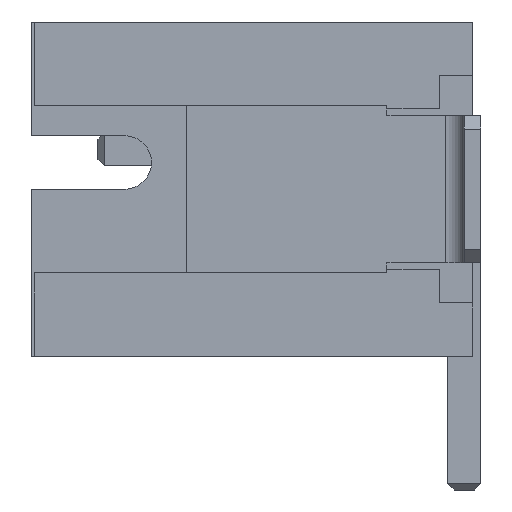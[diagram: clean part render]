
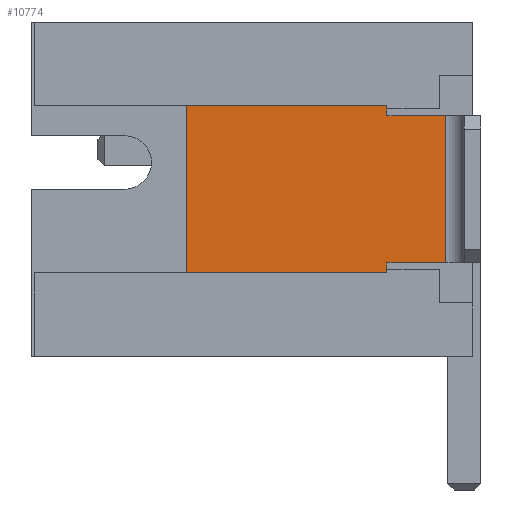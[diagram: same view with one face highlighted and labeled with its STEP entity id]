
A CAD part, left-side view. The second image highlights one B-rep face of the part: STEP entity #10774.
In plain terms, the highlighted planar face has unit normal (-1, 0, 0).
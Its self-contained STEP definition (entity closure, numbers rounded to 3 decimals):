
#309 = ORIENTED_EDGE ( 'NONE', *, *, #18197, .F. ) ;
#534 = VERTEX_POINT ( 'NONE', #11430 ) ;
#794 = EDGE_CURVE ( 'NONE', #4514, #8600, #5292, .T. ) ;
#840 = LINE ( 'NONE', #2472, #2230 ) ;
#1163 = CARTESIAN_POINT ( 'NONE',  ( 0.275, 1.405, -1.2 ) ) ;
#1306 = LINE ( 'NONE', #16787, #6829 ) ;
#1471 = DIRECTION ( 'NONE',  ( 0., 0., 1. ) ) ;
#2230 = VECTOR ( 'NONE', #17868, 1000. ) ;
#2472 = CARTESIAN_POINT ( 'NONE',  ( 0.275, 1.405, 1.25 ) ) ;
#3461 = CARTESIAN_POINT ( 'NONE',  ( 0.275, 1.405, -1.25 ) ) ;
#3665 = EDGE_CURVE ( 'NONE', #5619, #9862, #840, .T. ) ;
#3722 = ORIENTED_EDGE ( 'NONE', *, *, #5770, .T. ) ;
#3800 = VERTEX_POINT ( 'NONE', #5684 ) ;
#4288 = DIRECTION ( 'NONE',  ( 0., 0., -1. ) ) ;
#4514 = VERTEX_POINT ( 'NONE', #7974 ) ;
#5292 = LINE ( 'NONE', #3461, #19107 ) ;
#5319 = DIRECTION ( 'NONE',  ( 0., -1., 0. ) ) ;
#5619 = VERTEX_POINT ( 'NONE', #11849 ) ;
#5684 = CARTESIAN_POINT ( 'NONE',  ( 0.275, 1.405, 1.1 ) ) ;
#5770 = EDGE_CURVE ( 'NONE', #18545, #8228, #7845, .T. ) ;
#5795 = VECTOR ( 'NONE', #11002, 1000. ) ;
#5924 = FACE_OUTER_BOUND ( 'NONE', #6135, .T. ) ;
#6135 = EDGE_LOOP ( 'NONE', ( #14791, #11817, #17780, #3722, #10278, #309, #14438, #8800, #12406, #14397 ) ) ;
#6444 = VECTOR ( 'NONE', #7057, 1000. ) ;
#6829 = VECTOR ( 'NONE', #15559, 1000. ) ;
#7048 = EDGE_CURVE ( 'NONE', #8600, #18545, #16967, .T. ) ;
#7057 = DIRECTION ( 'NONE',  ( 0., 0., 1. ) ) ;
#7483 = VERTEX_POINT ( 'NONE', #17956 ) ;
#7845 = LINE ( 'NONE', #12557, #12295 ) ;
#7922 = EDGE_CURVE ( 'NONE', #3800, #534, #19309, .T. ) ;
#7974 = CARTESIAN_POINT ( 'NONE',  ( 0.275, 1.405, -1.25 ) ) ;
#8090 = VECTOR ( 'NONE', #16667, 1000. ) ;
#8228 = VERTEX_POINT ( 'NONE', #18859 ) ;
#8245 = EDGE_CURVE ( 'NONE', #534, #5619, #18769, .T. ) ;
#8600 = VERTEX_POINT ( 'NONE', #1163 ) ;
#8659 = LINE ( 'NONE', #13672, #18236 ) ;
#8800 = ORIENTED_EDGE ( 'NONE', *, *, #8245, .T. ) ;
#9065 = DIRECTION ( 'NONE',  ( 1., 0., 0. ) ) ;
#9344 = EDGE_CURVE ( 'NONE', #9862, #7483, #1306, .T. ) ;
#9479 = CARTESIAN_POINT ( 'NONE',  ( 0.275, 1.405, -1.25 ) ) ;
#9663 = EDGE_CURVE ( 'NONE', #7483, #4514, #18309, .T. ) ;
#9691 = DIRECTION ( 'NONE',  ( 0., 0., 1. ) ) ;
#9862 = VERTEX_POINT ( 'NONE', #18656 ) ;
#10278 = ORIENTED_EDGE ( 'NONE', *, *, #12416, .F. ) ;
#10774 = ADVANCED_FACE ( 'NONE', ( #5924 ), #18841, .F. ) ;
#10798 = VECTOR ( 'NONE', #1471, 1000. ) ;
#10851 = CARTESIAN_POINT ( 'NONE',  ( 0.275, 1.405, -1.25 ) ) ;
#11002 = DIRECTION ( 'NONE',  ( 0., 0., 1. ) ) ;
#11430 = CARTESIAN_POINT ( 'NONE',  ( 0.275, 1.405, 1.2 ) ) ;
#11817 = ORIENTED_EDGE ( 'NONE', *, *, #794, .T. ) ;
#11838 = DIRECTION ( 'NONE',  ( 0., 0., -1. ) ) ;
#11849 = CARTESIAN_POINT ( 'NONE',  ( 0.275, 1.405, 1.25 ) ) ;
#12194 = DIRECTION ( 'NONE',  ( 0., -1., 0. ) ) ;
#12295 = VECTOR ( 'NONE', #5319, 1000. ) ;
#12406 = ORIENTED_EDGE ( 'NONE', *, *, #3665, .T. ) ;
#12416 = EDGE_CURVE ( 'NONE', #19091, #8228, #8659, .T. ) ;
#12557 = CARTESIAN_POINT ( 'NONE',  ( 0.275, 1.405, -1.1 ) ) ;
#13672 = CARTESIAN_POINT ( 'NONE',  ( 0.275, 0.525, -1.1 ) ) ;
#13747 = VECTOR ( 'NONE', #12194, 1000. ) ;
#14397 = ORIENTED_EDGE ( 'NONE', *, *, #9344, .T. ) ;
#14438 = ORIENTED_EDGE ( 'NONE', *, *, #7922, .T. ) ;
#14715 = CARTESIAN_POINT ( 'NONE',  ( 0.275, 1.405, -1.25 ) ) ;
#14791 = ORIENTED_EDGE ( 'NONE', *, *, #9663, .T. ) ;
#15559 = DIRECTION ( 'NONE',  ( 0., 0., -1. ) ) ;
#16654 = CARTESIAN_POINT ( 'NONE',  ( 0.275, 1.405, -1.1 ) ) ;
#16667 = DIRECTION ( 'NONE',  ( 0., -1., 0. ) ) ;
#16678 = LINE ( 'NONE', #16774, #13747 ) ;
#16774 = CARTESIAN_POINT ( 'NONE',  ( 0.275, 1.405, 1.1 ) ) ;
#16787 = CARTESIAN_POINT ( 'NONE',  ( 0.275, 4.405, -1.25 ) ) ;
#16967 = LINE ( 'NONE', #18490, #10798 ) ;
#17206 = CARTESIAN_POINT ( 'NONE',  ( 0.275, 0.125, -2.5 ) ) ;
#17780 = ORIENTED_EDGE ( 'NONE', *, *, #7048, .T. ) ;
#17868 = DIRECTION ( 'NONE',  ( 0., 1., 0. ) ) ;
#17956 = CARTESIAN_POINT ( 'NONE',  ( 0.275, 4.405, -1.25 ) ) ;
#18197 = EDGE_CURVE ( 'NONE', #3800, #19091, #16678, .T. ) ;
#18236 = VECTOR ( 'NONE', #11838, 1000. ) ;
#18309 = LINE ( 'NONE', #10851, #8090 ) ;
#18490 = CARTESIAN_POINT ( 'NONE',  ( 0.275, 1.405, -1.25 ) ) ;
#18545 = VERTEX_POINT ( 'NONE', #16654 ) ;
#18656 = CARTESIAN_POINT ( 'NONE',  ( 0.275, 4.405, 1.25 ) ) ;
#18769 = LINE ( 'NONE', #9479, #5795 ) ;
#18841 = PLANE ( 'NONE',  #19355 ) ;
#18859 = CARTESIAN_POINT ( 'NONE',  ( 0.275, 0.525, -1.1 ) ) ;
#18907 = CARTESIAN_POINT ( 'NONE',  ( 0.275, 0.525, 1.1 ) ) ;
#19091 = VERTEX_POINT ( 'NONE', #18907 ) ;
#19107 = VECTOR ( 'NONE', #9691, 1000. ) ;
#19309 = LINE ( 'NONE', #14715, #6444 ) ;
#19355 = AXIS2_PLACEMENT_3D ( 'NONE', #17206, #9065, #4288 ) ;
